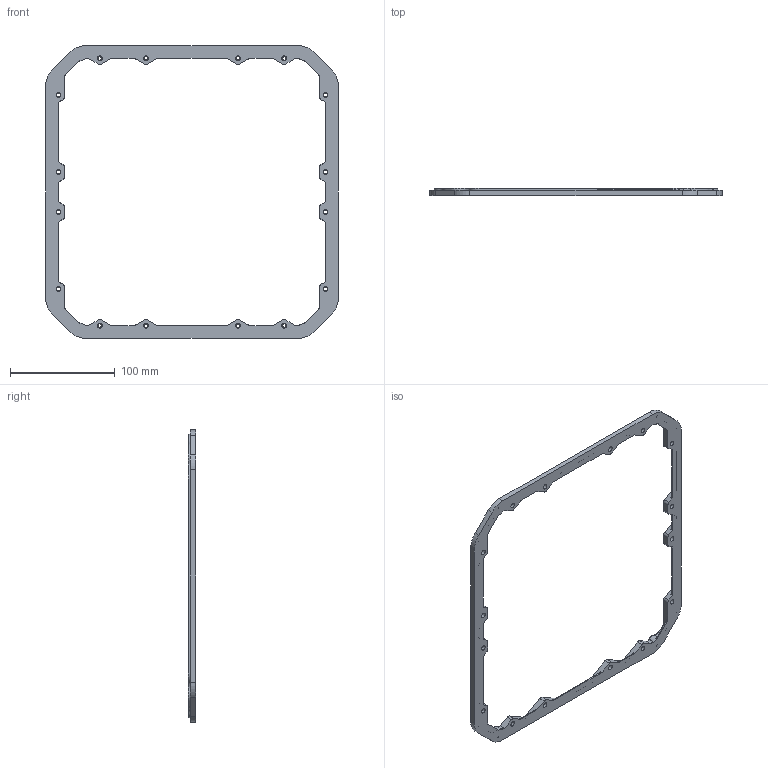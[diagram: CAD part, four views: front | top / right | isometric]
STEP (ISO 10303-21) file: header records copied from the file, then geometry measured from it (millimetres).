
FILE_DESCRIPTION(/* description */ ('','CAx-IF Rec.Pracs.---Representation and Presentation of Product Manufacturing Information (PMI)---4.0---2014-10-13'),/* implementation_level */ '2;1');
FILE_NAME(/* name */ 'Hexabackpack_Backplate.step',/* time_stamp */ '2025-03-30T01:44:08+01:00',/* author */ (''),/* organization */ (''),/* preprocessor_version */ 'ST-DEVELOPER v20',/* originating_system */ 'Autodesk Translation Framework v13.20.0.188',/* authorisation */ '');
FILE_SCHEMA (('AP242_MANAGED_MODEL_BASED_3D_ENGINEERING_MIM_LF { 1 0 10303 442 1 1 4 }'));
Length unit declared in the file: millimetre
Products named in the file (1): Hexabackpack_Backplate
Bounding box: 280 x 7 x 280 mm (x, y, z)
Volume: 60127.5 mm3; surface area: 43154.4 mm2
Topology: 1 solids, 1 shells, 457 faces, 1143 edges, 720 vertices
Faces by surface type: cylinder 215, plane 162, torus 80
Full cylindrical faces by diameter (mm): 1.8 x8, 3.4 x16, 4.7 x16, 6.1 x8
Entity records: 13864 total; most frequent: DIRECTION 2613, CARTESIAN_POINT 2367, ORIENTED_EDGE 2286, EDGE_CURVE 1143, AXIS2_PLACEMENT_3D 1018, VERTEX_POINT 720, LINE 577, VECTOR 577
